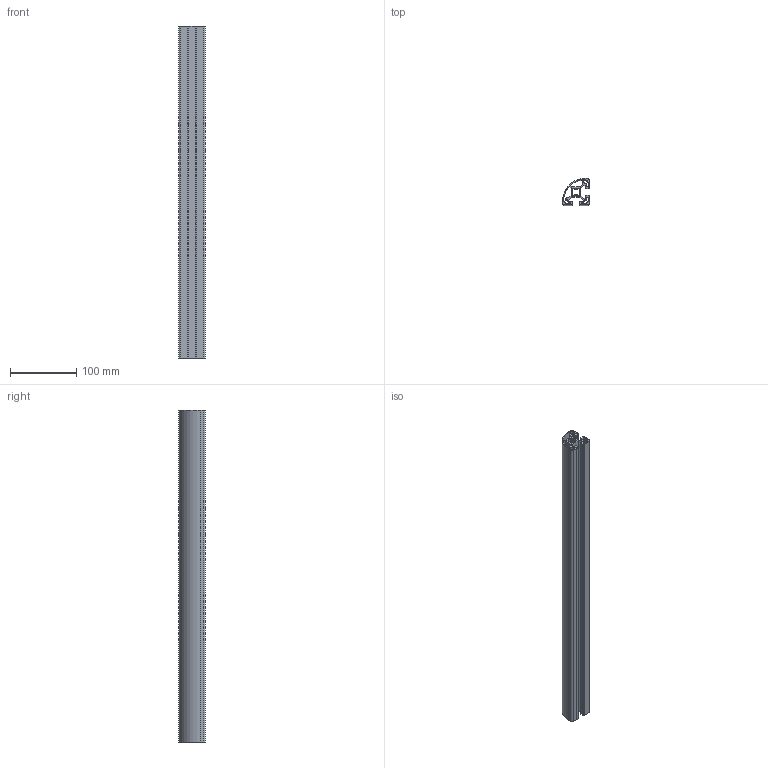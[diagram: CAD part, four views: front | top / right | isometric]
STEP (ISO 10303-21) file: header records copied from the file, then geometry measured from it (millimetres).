
FILE_DESCRIPTION (( 'STEP AP203' ), '1' );
FILE_NAME ('10 40X45 R90.STEP', '2012-06-01T08:36:41', ( 'alle' ), ( 'Hewlett-Packard Company' ), 'SwSTEP 2.0', 'SolidWorks 2011', '' );
FILE_SCHEMA (( 'CONFIG_CONTROL_DESIGN' ));
Length unit declared in the file: millimetre
Products named in the file (1): M ATP B10 40LR90
Bounding box: 40 x 40 x 500 mm (x, y, z)
Volume: 237509.3 mm3; surface area: 231521.5 mm2
Topology: 1 solids, 1 shells, 120 faces, 354 edges, 236 vertices
Faces by surface type: plane 82, cylinder 38
Entity records: 4087 total; most frequent: CARTESIAN_POINT 711, ORIENTED_EDGE 708, DIRECTION 672, EDGE_CURVE 354, VECTOR 278, LINE 278, VERTEX_POINT 236, AXIS2_PLACEMENT_3D 197
